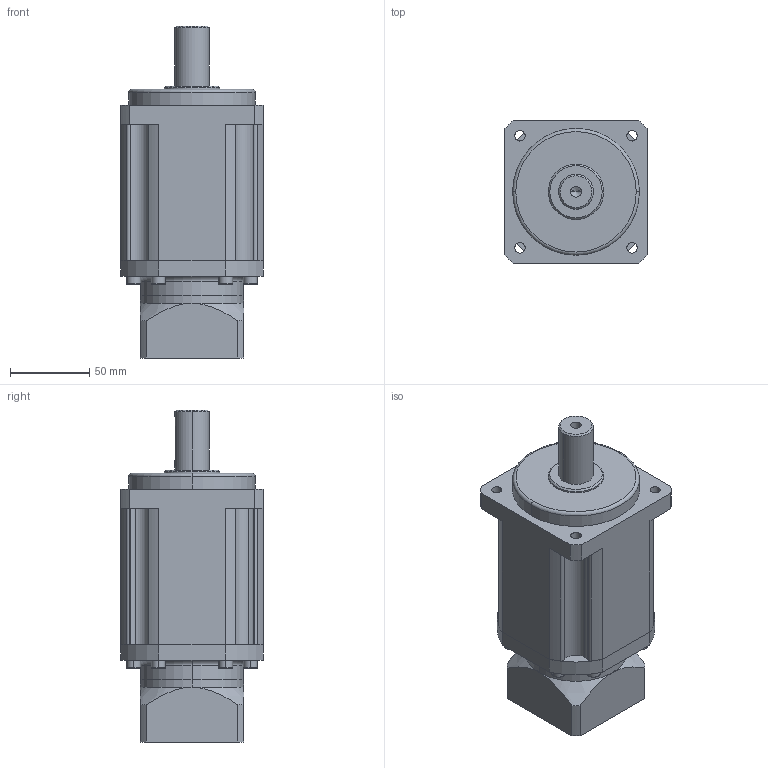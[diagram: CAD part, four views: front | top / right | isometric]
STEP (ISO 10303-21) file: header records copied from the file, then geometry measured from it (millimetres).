
FILE_DESCRIPTION((''),'2;1');
FILE_NAME('AB90-S2-L3_ASM','2022-06-06T11:58:01',('Administrator'),(''),'CREO PARAMETRIC BY PTC INC, 2019010','CREO PARAMETRIC BY PTC INC, 2019010','');
FILE_SCHEMA(('CONFIG_CONTROL_DESIGN'));
Length unit declared in the file: millimetre
Products named in the file (5): __1_1_2_3_4_50001; 6_1_2_300; __2_1_2_30001; AB90-S2-L3_1_ASM; AB90-S2-L3_ASM
Assembly tree (4 placements, depth 3):
  AB90-S2-L3_ASM
    AB90-S2-L3_1_ASM
      __1_1_2_3_4_50001
      6_1_2_300
      __2_1_2_30001
Bounding box: 90 x 90 x 209.5 mm (x, y, z)
Volume: 988954.5 mm3; surface area: 102125 mm2
Topology: 3 solids, 3 shells, 299 faces, 727 edges, 465 vertices
Faces by surface type: plane 140, cylinder 107, torus 28, cone 24
Entity records: 8984 total; most frequent: CARTESIAN_POINT 1624, DIRECTION 1612, ORIENTED_EDGE 1434, EDGE_CURVE 717, AXIS2_PLACEMENT_3D 602, VERTEX_POINT 465, VECTOR 408, LINE 408
